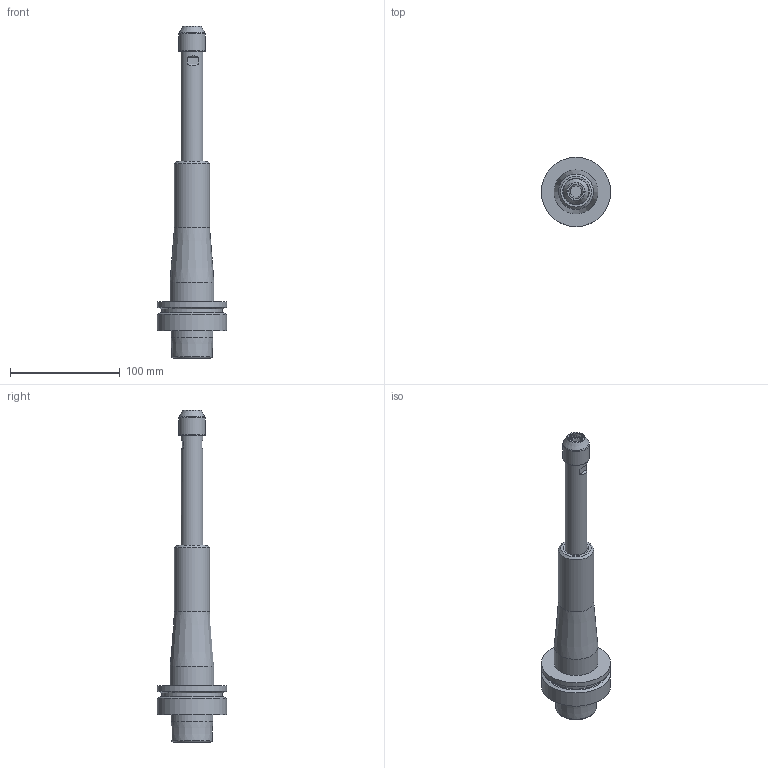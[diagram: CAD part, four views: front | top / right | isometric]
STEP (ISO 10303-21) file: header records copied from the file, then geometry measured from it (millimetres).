
FILE_DESCRIPTION(/* description */ ('Alibre Inc.'),/* implementation_level */ '2;1');
FILE_NAME(/* name */ 'export-42BCB9A4-25FA-4806-A9E6-6635466BFEDE',/* time_stamp */ '2023-12-06T11:52:47+01:00',/* author */ (''),/* organization */ (''),/* preprocessor_version */ 'ST-DEVELOPER v17',/* originating_system */ 'Alibre',/* authorisation */ '');
FILE_SCHEMA (('AUTOMOTIVE_DESIGN'));
Length unit declared in the file: millimetre
Products named in the file (5): 0007681; NOCUT
Bounding box: 63 x 63 x 302.2 mm (x, y, z)
Volume: 225207.9 mm3; surface area: 55879.5 mm2
Topology: 3 solids, 3 shells, 104 faces, 243 edges, 157 vertices
Faces by surface type: cylinder 33, plane 31, cone 20, torus 17, bspline 3
Full cylindrical faces by diameter (mm): 10.5 x1, 11.1 x2, 12.5 x1, 13.001 x1, 13.376 x1, 17.092 x1, 18.7 x1, 18.917 x1, 20 x9, 20.3 x2, 20.4 x1, 24 x1, 26 x2, 32 x2, 38.009 x1, 39.99 x1, 55 x1, 63 x2
Entity records: 12610 total; most frequent: CARTESIAN_POINT 10085, ORIENTED_EDGE 484, DIRECTION 478, EDGE_CURVE 242, AXIS2_PLACEMENT_3D 224, VERTEX_POINT 157, EDGE_LOOP 121, FACE_BOUND 121
